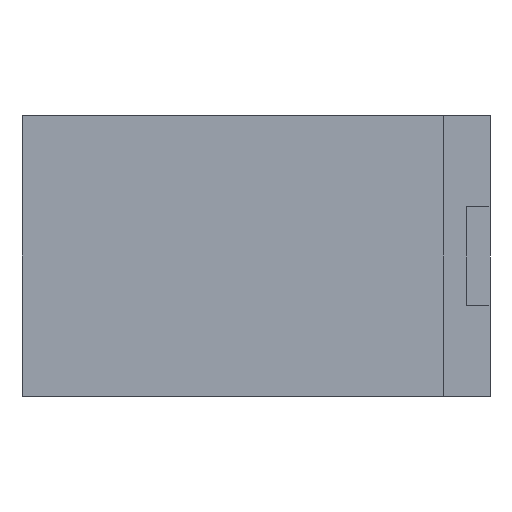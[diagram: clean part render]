
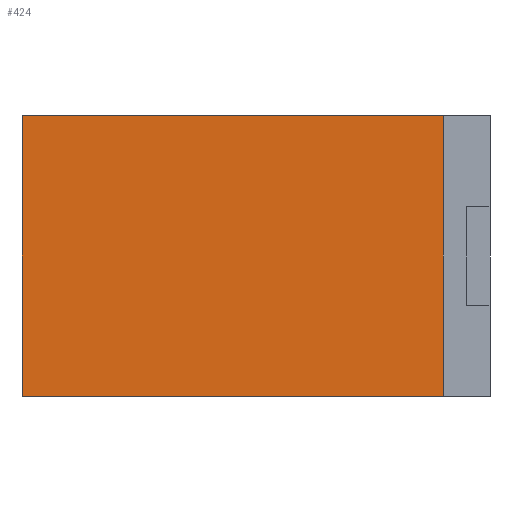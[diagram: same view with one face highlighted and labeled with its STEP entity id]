
A CAD part, left-side view. The second image highlights one B-rep face of the part: STEP entity #424.
In plain terms, the highlighted planar face has unit normal (-1, 0, 0).
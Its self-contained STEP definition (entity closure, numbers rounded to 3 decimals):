
#3 = DIRECTION ( 'NONE',  ( 0., 1., 0. ) ) ;
#11 = CARTESIAN_POINT ( 'NONE',  ( -2., 1., 3. ) ) ;
#74 = CARTESIAN_POINT ( 'NONE',  ( -2., 1., -3. ) ) ;
#87 = ORIENTED_EDGE ( 'NONE', *, *, #412, .F. ) ;
#107 = EDGE_CURVE ( 'NONE', #486, #535, #366, .T. ) ;
#145 = VECTOR ( 'NONE', #263, 1000. ) ;
#166 = CARTESIAN_POINT ( 'NONE',  ( -2., 10., 3. ) ) ;
#168 = DIRECTION ( 'NONE',  ( 0., 0., -1. ) ) ;
#171 = EDGE_CURVE ( 'NONE', #554, #486, #562, .T. ) ;
#175 = CARTESIAN_POINT ( 'NONE',  ( -2., 1., 3. ) ) ;
#176 = VECTOR ( 'NONE', #193, 1000. ) ;
#181 = DIRECTION ( 'NONE',  ( 0., -1., 0. ) ) ;
#190 = ORIENTED_EDGE ( 'NONE', *, *, #171, .T. ) ;
#193 = DIRECTION ( 'NONE',  ( 0., -1., 0. ) ) ;
#263 = DIRECTION ( 'NONE',  ( 0., 0., -1. ) ) ;
#273 = ORIENTED_EDGE ( 'NONE', *, *, #342, .F. ) ;
#342 = EDGE_CURVE ( 'NONE', #407, #535, #570, .T. ) ;
#360 = DIRECTION ( 'NONE',  ( 1., 0., 0. ) ) ;
#363 = CARTESIAN_POINT ( 'NONE',  ( -2., 1., 3. ) ) ;
#366 = LINE ( 'NONE', #546, #176 ) ;
#367 = VECTOR ( 'NONE', #168, 1000. ) ;
#402 = ORIENTED_EDGE ( 'NONE', *, *, #107, .T. ) ;
#407 = VERTEX_POINT ( 'NONE', #363 ) ;
#408 = PLANE ( 'NONE',  #508 ) ;
#412 = EDGE_CURVE ( 'NONE', #554, #407, #538, .T. ) ;
#424 = ADVANCED_FACE ( 'NONE', ( #452 ), #408, .F. ) ;
#434 = VECTOR ( 'NONE', #181, 1000. ) ;
#452 = FACE_OUTER_BOUND ( 'NONE', #481, .T. ) ;
#472 = CARTESIAN_POINT ( 'NONE',  ( -2., 10., 3. ) ) ;
#481 = EDGE_LOOP ( 'NONE', ( #402, #273, #87, #190 ) ) ;
#486 = VERTEX_POINT ( 'NONE', #533 ) ;
#508 = AXIS2_PLACEMENT_3D ( 'NONE', #11, #360, #3 ) ;
#533 = CARTESIAN_POINT ( 'NONE',  ( -2., 10., -3. ) ) ;
#535 = VERTEX_POINT ( 'NONE', #74 ) ;
#536 = CARTESIAN_POINT ( 'NONE',  ( -2., 1., 3. ) ) ;
#538 = LINE ( 'NONE', #536, #434 ) ;
#546 = CARTESIAN_POINT ( 'NONE',  ( -2., 1., -3. ) ) ;
#554 = VERTEX_POINT ( 'NONE', #472 ) ;
#562 = LINE ( 'NONE', #166, #145 ) ;
#570 = LINE ( 'NONE', #175, #367 ) ;
